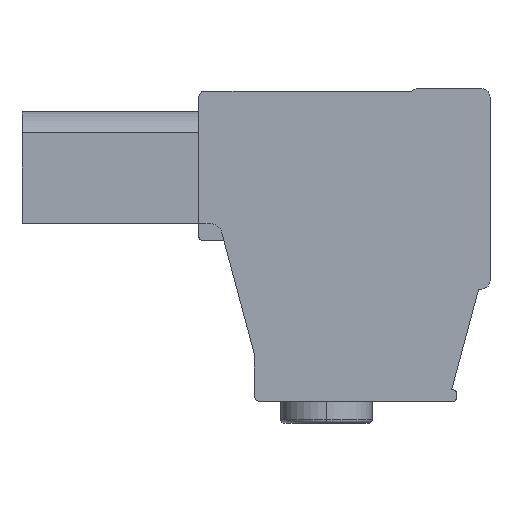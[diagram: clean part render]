
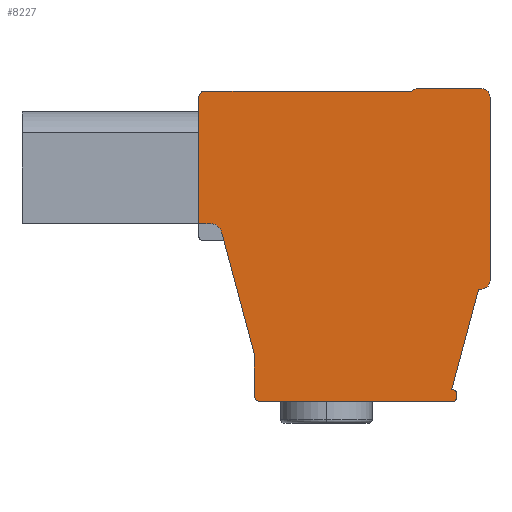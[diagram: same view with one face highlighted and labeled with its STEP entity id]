
A CAD part, front view. The second image highlights one B-rep face of the part: STEP entity #8227.
In plain terms, the highlighted planar face has unit normal (0, -1, 0).
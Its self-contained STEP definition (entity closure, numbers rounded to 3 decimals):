
#93=DIRECTION('',(0.,0.,1.));
#94=VECTOR('',#93,15.25);
#95=CARTESIAN_POINT('',(24.2,-81.12,-9.45));
#96=LINE('',#95,#94);
#233=CARTESIAN_POINT('',(23.5,-81.12,-9.45));
#234=DIRECTION('',(0.,1.,0.));
#235=DIRECTION('',(1.,0.,0.));
#236=AXIS2_PLACEMENT_3D('',#233,#234,#235);
#238=DIRECTION('',(-1.,0.,0.));
#239=VECTOR('',#238,0.25);
#240=CARTESIAN_POINT('',(23.5,-81.12,-10.15));
#241=LINE('',#240,#239);
#242=DIRECTION('',(-0.259,0.,-0.966));
#243=VECTOR('',#242,8.645);
#244=CARTESIAN_POINT('',(23.25,-81.12,-10.15));
#245=LINE('',#244,#243);
#246=DIRECTION('',(1.,0.,0.));
#247=VECTOR('',#246,0.087);
#248=CARTESIAN_POINT('',(21.013,-81.12,-18.5));
#249=LINE('',#248,#247);
#250=CARTESIAN_POINT('',(21.1,-81.12,-18.8));
#251=DIRECTION('',(0.,1.,0.));
#252=DIRECTION('',(0.,0.,1.));
#253=AXIS2_PLACEMENT_3D('',#250,#251,#252);
#255=DIRECTION('',(0.,0.,-1.));
#256=VECTOR('',#255,0.4);
#257=CARTESIAN_POINT('',(21.4,-81.12,-18.8));
#258=LINE('',#257,#256);
#259=CARTESIAN_POINT('',(21.1,-81.12,-19.2));
#260=DIRECTION('',(0.,1.,0.));
#261=DIRECTION('',(1.,0.,0.));
#262=AXIS2_PLACEMENT_3D('',#259,#260,#261);
#264=DIRECTION('',(-1.,0.,0.));
#265=VECTOR('',#264,16.);
#266=CARTESIAN_POINT('',(21.1,-81.12,-19.5));
#267=LINE('',#266,#265);
#268=CARTESIAN_POINT('',(5.1,-81.12,-19.));
#269=DIRECTION('',(0.,1.,0.));
#270=DIRECTION('',(0.,0.,-1.));
#271=AXIS2_PLACEMENT_3D('',#268,#269,#270);
#273=DIRECTION('',(0.,0.,1.));
#274=VECTOR('',#273,3.478);
#275=CARTESIAN_POINT('',(4.6,-81.12,-19.));
#276=LINE('',#275,#274);
#277=DIRECTION('',(-0.259,0.,0.966));
#278=VECTOR('',#277,10.436);
#279=CARTESIAN_POINT('',(4.6,-81.12,-15.522));
#280=LINE('',#279,#278);
#281=CARTESIAN_POINT('',(0.933,-81.12,-5.7));
#282=DIRECTION('',(0.,-1.,0.));
#283=DIRECTION('',(0.966,0.,0.259));
#284=AXIS2_PLACEMENT_3D('',#281,#282,#283);
#286=DIRECTION('',(-1.,0.,0.));
#287=VECTOR('',#286,0.933);
#288=CARTESIAN_POINT('',(0.933,-81.12,-4.7));
#289=LINE('',#288,#287);
#290=CARTESIAN_POINT('',(0.5,-81.12,5.8));
#291=DIRECTION('',(0.,1.,0.));
#292=DIRECTION('',(-1.,0.,0.));
#293=AXIS2_PLACEMENT_3D('',#290,#291,#292);
#295=DIRECTION('',(1.,0.,0.));
#296=VECTOR('',#295,17.204);
#297=CARTESIAN_POINT('',(0.5,-81.12,6.3));
#298=LINE('',#297,#296);
#299=DIRECTION('',(0.866,0.,0.5));
#300=VECTOR('',#299,0.4);
#301=CARTESIAN_POINT('',(17.704,-81.12,6.3));
#302=LINE('',#301,#300);
#303=DIRECTION('',(1.,0.,0.));
#304=VECTOR('',#303,5.45);
#305=CARTESIAN_POINT('',(18.05,-81.12,6.5));
#306=LINE('',#305,#304);
#307=CARTESIAN_POINT('',(23.5,-81.12,5.8));
#308=DIRECTION('',(0.,1.,0.));
#309=DIRECTION('',(0.,0.,1.));
#310=AXIS2_PLACEMENT_3D('',#307,#308,#309);
#627=DIRECTION('',(0.,0.,-1.));
#628=VECTOR('',#627,10.5);
#629=CARTESIAN_POINT('',(0.,-81.12,5.8));
#630=LINE('',#629,#628);
#6354=CARTESIAN_POINT('',(24.2,-81.12,-9.45));
#6355=CARTESIAN_POINT('',(23.5,-81.12,-10.15));
#6356=VERTEX_POINT('',#6354);
#6357=VERTEX_POINT('',#6355);
#6358=CARTESIAN_POINT('',(23.25,-81.12,-10.15));
#6359=VERTEX_POINT('',#6358);
#6360=CARTESIAN_POINT('',(21.013,-81.12,-18.5));
#6361=VERTEX_POINT('',#6360);
#6362=CARTESIAN_POINT('',(21.1,-81.12,-18.5));
#6363=VERTEX_POINT('',#6362);
#6364=CARTESIAN_POINT('',(21.4,-81.12,-18.8));
#6365=VERTEX_POINT('',#6364);
#6366=CARTESIAN_POINT('',(21.4,-81.12,-19.2));
#6367=VERTEX_POINT('',#6366);
#6368=CARTESIAN_POINT('',(21.1,-81.12,-19.5));
#6369=VERTEX_POINT('',#6368);
#6370=CARTESIAN_POINT('',(5.1,-81.12,-19.5));
#6371=VERTEX_POINT('',#6370);
#6372=CARTESIAN_POINT('',(4.6,-81.12,-19.));
#6373=VERTEX_POINT('',#6372);
#6374=CARTESIAN_POINT('',(4.6,-81.12,-15.522));
#6375=VERTEX_POINT('',#6374);
#6376=CARTESIAN_POINT('',(1.899,-81.12,-5.441));
#6377=VERTEX_POINT('',#6376);
#6378=CARTESIAN_POINT('',(0.933,-81.12,-4.7));
#6379=VERTEX_POINT('',#6378);
#6380=CARTESIAN_POINT('',(0.,-81.12,5.8));
#6381=CARTESIAN_POINT('',(0.5,-81.12,6.3));
#6382=VERTEX_POINT('',#6380);
#6383=VERTEX_POINT('',#6381);
#6384=CARTESIAN_POINT('',(17.704,-81.12,6.3));
#6385=VERTEX_POINT('',#6384);
#6386=CARTESIAN_POINT('',(18.05,-81.12,6.5));
#6387=VERTEX_POINT('',#6386);
#6388=CARTESIAN_POINT('',(23.5,-81.12,6.5));
#6389=VERTEX_POINT('',#6388);
#6390=CARTESIAN_POINT('',(24.2,-81.12,5.8));
#6391=VERTEX_POINT('',#6390);
#6450=CARTESIAN_POINT('',(0.,-81.12,-4.7));
#6451=VERTEX_POINT('',#6450);
#8181=CARTESIAN_POINT('',(0.,-81.12,0.));
#8182=DIRECTION('',(0.,1.,0.));
#8183=DIRECTION('',(1.,0.,0.));
#8184=AXIS2_PLACEMENT_3D('',#8181,#8182,#8183);
#8185=PLANE('',#8184);
#8186=ORIENTED_EDGE('',*,*,#8091,.F.);
#8188=ORIENTED_EDGE('',*,*,#8187,.T.);
#8190=ORIENTED_EDGE('',*,*,#8189,.T.);
#8192=ORIENTED_EDGE('',*,*,#8191,.T.);
#8194=ORIENTED_EDGE('',*,*,#8193,.T.);
#8196=ORIENTED_EDGE('',*,*,#8195,.T.);
#8198=ORIENTED_EDGE('',*,*,#8197,.T.);
#8200=ORIENTED_EDGE('',*,*,#8199,.T.);
#8202=ORIENTED_EDGE('',*,*,#8201,.T.);
#8204=ORIENTED_EDGE('',*,*,#8203,.T.);
#8206=ORIENTED_EDGE('',*,*,#8205,.T.);
#8208=ORIENTED_EDGE('',*,*,#8207,.T.);
#8210=ORIENTED_EDGE('',*,*,#8209,.T.);
#8212=ORIENTED_EDGE('',*,*,#8211,.T.);
#8214=ORIENTED_EDGE('',*,*,#8213,.F.);
#8216=ORIENTED_EDGE('',*,*,#8215,.T.);
#8218=ORIENTED_EDGE('',*,*,#8217,.T.);
#8220=ORIENTED_EDGE('',*,*,#8219,.T.);
#8222=ORIENTED_EDGE('',*,*,#8221,.T.);
#8224=ORIENTED_EDGE('',*,*,#8223,.T.);
#8225=EDGE_LOOP('',(#8186,#8188,#8190,#8192,#8194,#8196,#8198,#8200,#8202,#8204,
#8206,#8208,#8210,#8212,#8214,#8216,#8218,#8220,#8222,#8224));
#8226=FACE_OUTER_BOUND('',#8225,.F.);
#237=CIRCLE('',#236,0.7);
#254=CIRCLE('',#253,0.3);
#263=CIRCLE('',#262,0.3);
#272=CIRCLE('',#271,0.5);
#285=CIRCLE('',#284,1.);
#294=CIRCLE('',#293,0.5);
#311=CIRCLE('',#310,0.7);
#8091=EDGE_CURVE('',#6356,#6391,#96,.T.);
#8187=EDGE_CURVE('',#6356,#6357,#237,.T.);
#8189=EDGE_CURVE('',#6357,#6359,#241,.T.);
#8191=EDGE_CURVE('',#6359,#6361,#245,.T.);
#8193=EDGE_CURVE('',#6361,#6363,#249,.T.);
#8195=EDGE_CURVE('',#6363,#6365,#254,.T.);
#8197=EDGE_CURVE('',#6365,#6367,#258,.T.);
#8199=EDGE_CURVE('',#6367,#6369,#263,.T.);
#8201=EDGE_CURVE('',#6369,#6371,#267,.T.);
#8203=EDGE_CURVE('',#6371,#6373,#272,.T.);
#8205=EDGE_CURVE('',#6373,#6375,#276,.T.);
#8207=EDGE_CURVE('',#6375,#6377,#280,.T.);
#8209=EDGE_CURVE('',#6377,#6379,#285,.T.);
#8211=EDGE_CURVE('',#6379,#6451,#289,.T.);
#8213=EDGE_CURVE('',#6382,#6451,#630,.T.);
#8215=EDGE_CURVE('',#6382,#6383,#294,.T.);
#8217=EDGE_CURVE('',#6383,#6385,#298,.T.);
#8219=EDGE_CURVE('',#6385,#6387,#302,.T.);
#8221=EDGE_CURVE('',#6387,#6389,#306,.T.);
#8223=EDGE_CURVE('',#6389,#6391,#311,.T.);
#8227=ADVANCED_FACE('',(#8226),#8185,.F.);
